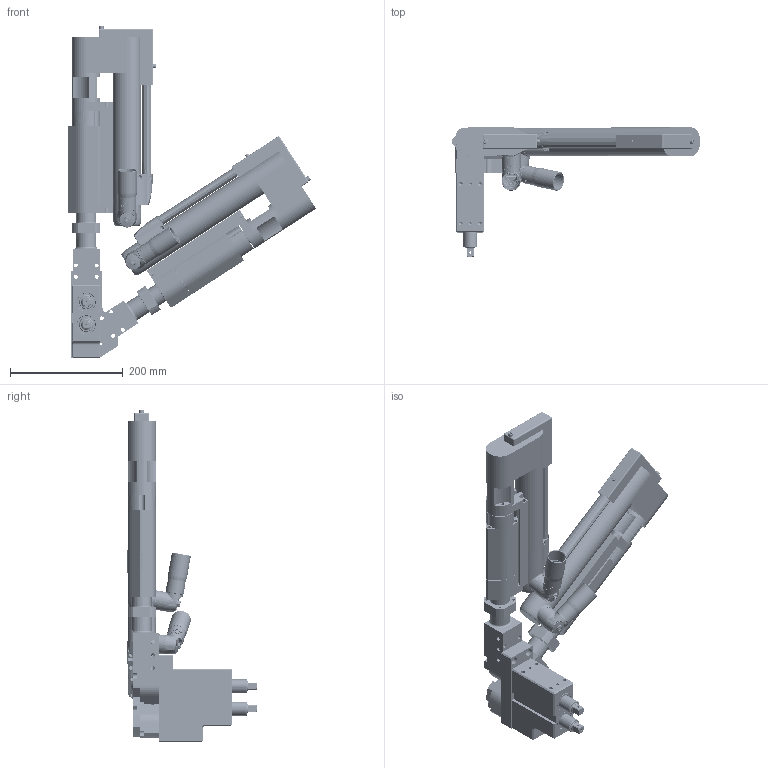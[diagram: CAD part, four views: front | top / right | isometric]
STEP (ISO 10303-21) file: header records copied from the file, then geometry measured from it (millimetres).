
FILE_DESCRIPTION((''),'2;1');
FILE_NAME('9831409273_ASM','2019-05-28T08:58:42',('toobenn'),(''),'CREO PARAMETRIC BY PTC INC, 2018100','CREO PARAMETRIC BY PTC INC, 2018100','');
FILE_SCHEMA(('CONFIG_CONTROL_DESIGN','GEOMETRIC_VALIDATION_PROPERTIES_MIM'));
Length unit declared in the file: millimetre
Products named in the file (47): 4232798000; 4090030300; 4232798300; 4232798201; 4232797981_ASM; 4230260202; 4230260212_ASM; 4230265900; 4230262280_ASM; 4230261800_AF0; 4230300180_ASM; 4230301280_ASM; 4232349500; 4232349600; 4232800600; 0211121000; 4232800480_ASM; 4231272700; 4232360600; 4232795180_ASM; 4232795300; 4232795280_ASM; 4230164200; 4230167370_AF0; 4230167370_AF1; 4230265380_ASM; 4230297366_ASM; 4230296366_ASM; 4232350200; 4230179000; 4232350180_ASM; 4232350300; 0211117600; 4232346100; 4090037300; 4232346080_ASM; 9831410786_ASM; 9831410790_ASM; 4230264100; 4230263000 ...
Assembly tree (64 placements, depth 6):
  9831409273_ASM
    4232797981_ASM
      4232798000
      4090030300  x2
      4232798300  x2
      4232798201
    9831410786_ASM
      4230301280_ASM
        4230260212_ASM
          4230260202
        4230262280_ASM
          4230265900
        4230300180_ASM
          4230261800_AF0
      4232800480_ASM
        4232349500
        4232349600
        4232800600
        0211121000
      4232795180_ASM
        4231272700
        4232360600
      4232795280_ASM
        4232795300
      4230296366_ASM
        4230297366_ASM
          4230164200
          4230265380_ASM
            4230167370_AF0
            4230167370_AF1
      4232350180_ASM
        4232350200
        4230179000  x2
      4232350300
      0211117600
      4232346080_ASM
        4232346100
        4090037300
    9831410790_ASM
      4230301280_ASM
        4230260212_ASM
          4230260202
        4230262280_ASM
          4230265900
        4230300180_ASM
          4230261800_AF0
      4232800480_ASM
        4232349500
        4232349600
        4232800600
        0211121000
      4232795180_ASM
        4231272700
        4232360600
      4232795280_ASM
        4232795300
      4230296366_ASM
        4230297366_ASM
          4230164200
          4230265380_ASM
Bounding box: 439.7 x 228.94 x 588.3 mm (x, y, z)
Volume: 2884821.3 mm3; surface area: 1121627.6 mm2
Topology: 60 solids, 196 shells, 7421 faces, 20303 edges, 13253 vertices
Faces by surface type: cylinder 2832, plane 2460, torus 827, cone 804, bspline 456, sphere 16, extrusion 14, revolution 12
Entity records: 166946 total; most frequent: CARTESIAN_POINT 43971, ORIENTED_EDGE 19244, DIRECTION 18361, EDGE_CURVE 9770, PRESENTATION_STYLE_ASSIGNMENT 9427, STYLED_ITEM 9289, CURVE_STYLE 9176, AXIS2_PLACEMENT_3D 7097
